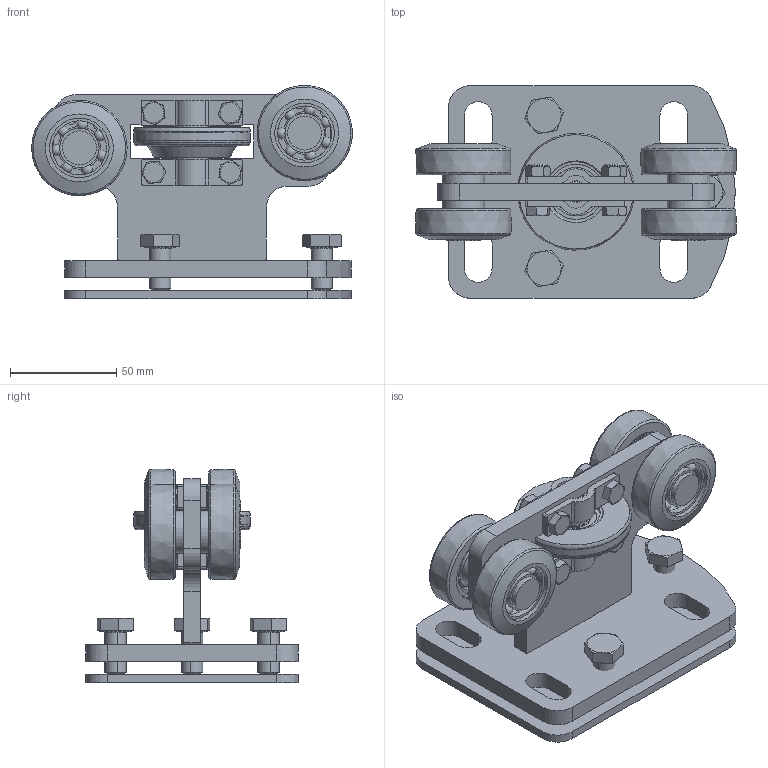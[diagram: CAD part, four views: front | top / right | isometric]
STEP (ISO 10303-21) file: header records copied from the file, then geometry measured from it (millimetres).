
FILE_DESCRIPTION(/* description */ (''),/* implementation_level */ '2;1');
FILE_NAME(/* name */ '9952PAF.stp',/* time_stamp */ '2019-08-05T15:19:29+02:00',/* author */ ('DIDIERR'),/* organization */ (''),/* preprocessor_version */ 'ST-DEVELOPER v17.2',/* originating_system */ 'Autodesk Inventor 2019',/* authorisation */ '');
FILE_SCHEMA (('AUTOMOTIVE_DESIGN { 1 0 10303 214 3 1 1 }'));
Length unit declared in the file: millimetre
Products named in the file (22): 9952PAF; Embase Ass. 9952PAF; Embase 52paf; 20618; 15944; Contre-plaque 9952PAF; 20623; 20624; 20625; 20622; GALB45S; 20621; 09180; 09065; 14988; 04510; 06021; 04723; GALB55S; 21651; 09098; 09105 NF E 22-165 - 28x1.2
Assembly tree (39 placements, depth 3):
  9952PAF
    Embase Ass. 9952PAF
      Embase 52paf
      20618
    GALB45S  x4
      20621
      09180
      09065
    15944
    Contre-plaque 9952PAF
    20623  x2
    20624
    20625
    20622  x4
    14988  x4
    04510  x4
    06021  x4
    04723  x3
    GALB55S
      21651
      09098
      09105 NF E 22-165 - 28x1.2
Bounding box: 150.99 x 100 x 100.49 mm (x, y, z)
Volume: 330825.4 mm3; surface area: 159868 mm2
Topology: 82 solids, 83 shells, 800 faces, 2133 edges, 1459 vertices
Faces by surface type: plane 297, cylinder 268, torus 134, cone 52, sphere 44, bspline 5
Full cylindrical faces by diameter (mm): 1.69 x1, 2 x2, 2.5 x8, 4.917 x4, 6 x4, 6.2 x8, 6.5 x4, 8 x4, 8.376 x3, 9 x2, 9.182 x4, 9.9 x1, 10.1 x1, 11.9 x3, 12 x6, 12.2 x4, 15.5 x2, 16 x2, 17 x2, 17.216 x4, 18.52 x8, 20 x4, 22.784 x4, 25.48 x8, 26 x3, 28 x7, 29.5 x1, 32 x12, 33.7 x4, 55 x1
Entity records: 14725 total; most frequent: CARTESIAN_POINT 2745, DIRECTION 2618, ORIENTED_EDGE 2156, AXIS2_PLACEMENT_3D 1114, EDGE_CURVE 1078, VERTEX_POINT 790, CIRCLE 657, EDGE_LOOP 508
